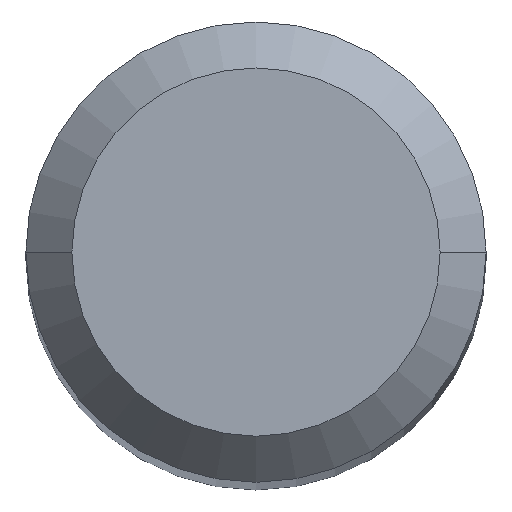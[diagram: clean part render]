
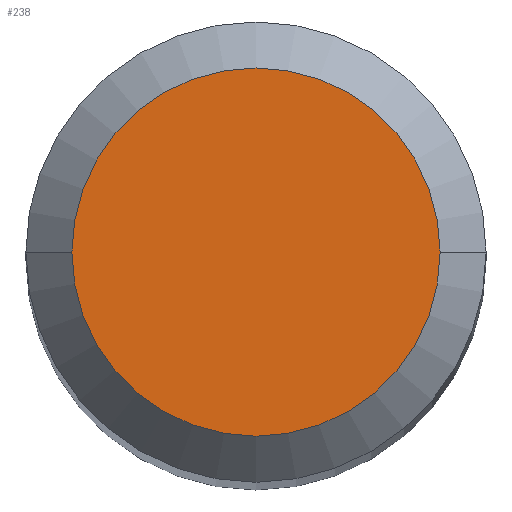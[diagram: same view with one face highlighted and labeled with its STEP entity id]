
A CAD part, top view. The second image highlights one B-rep face of the part: STEP entity #238.
In plain terms, the highlighted planar face has unit normal (0, 0, 1).
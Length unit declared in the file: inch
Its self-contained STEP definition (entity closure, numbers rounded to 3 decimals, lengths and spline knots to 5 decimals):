
#22 = AXIS2_PLACEMENT_3D ( 'NONE', #280, #353, #430 ) ;
#122 = ORIENTED_EDGE ( 'NONE', *, *, #275, .T. ) ;
#153 = PLANE ( 'NONE',  #474 ) ;
#175 = CARTESIAN_POINT ( 'NONE',  ( -0.04724, 0., 0. ) ) ;
#179 = DIRECTION ( 'NONE',  ( 1., 0., 0. ) ) ;
#225 = FACE_OUTER_BOUND ( 'NONE', #433, .T. ) ;
#231 = DIRECTION ( 'NONE',  ( 0., 0., -1. ) ) ;
#238 = ADVANCED_FACE ( 'NONE', ( #225 ), #153, .F. ) ;
#256 = VERTEX_POINT ( 'NONE', #463 ) ;
#275 = EDGE_CURVE ( 'NONE', #256, #473, #374, .T. ) ;
#280 = CARTESIAN_POINT ( 'NONE',  ( 0., 0., 0. ) ) ;
#302 = AXIS2_PLACEMENT_3D ( 'NONE', #327, #363, #179 ) ;
#304 = ORIENTED_EDGE ( 'NONE', *, *, #472, .T. ) ;
#327 = CARTESIAN_POINT ( 'NONE',  ( 0., 0., 0. ) ) ;
#353 = DIRECTION ( 'NONE',  ( 0., 0., 1. ) ) ;
#363 = DIRECTION ( 'NONE',  ( 0., 0., 1. ) ) ;
#373 = CIRCLE ( 'NONE', #302, 0.04724 ) ;
#374 = CIRCLE ( 'NONE', #22, 0.04724 ) ;
#385 = DIRECTION ( 'NONE',  ( -1., 0., 0. ) ) ;
#422 = CARTESIAN_POINT ( 'NONE',  ( 0., 0., 0. ) ) ;
#430 = DIRECTION ( 'NONE',  ( 1., 0., 0. ) ) ;
#433 = EDGE_LOOP ( 'NONE', ( #304, #122 ) ) ;
#463 = CARTESIAN_POINT ( 'NONE',  ( 0.04724, 0., 0. ) ) ;
#472 = EDGE_CURVE ( 'NONE', #473, #256, #373, .T. ) ;
#473 = VERTEX_POINT ( 'NONE', #175 ) ;
#474 = AXIS2_PLACEMENT_3D ( 'NONE', #422, #231, #385 ) ;
